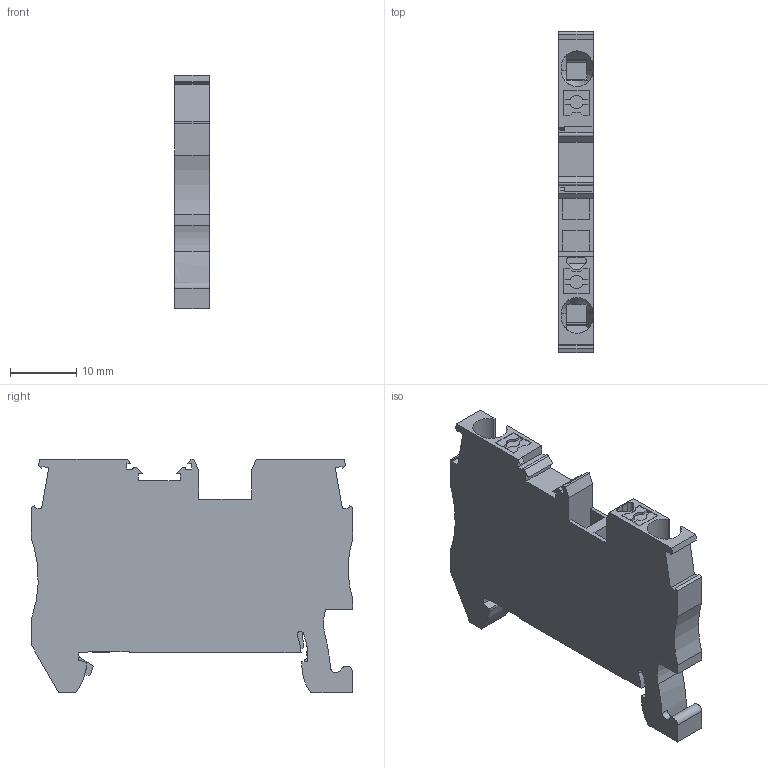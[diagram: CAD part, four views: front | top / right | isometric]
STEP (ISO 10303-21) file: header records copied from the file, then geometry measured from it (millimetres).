
FILE_DESCRIPTION(('Creo Elements/Direct Modeling STEP Export'),'2;1');
FILE_NAME('model.stp','2021-07-09T10:57:35',(''),(''),'Creo Elements/Direct Modeling STEP processor for AP214 (Solid Model)','Creo Elements/Direct Modeling 20.1D 10-Oct-2020 (C) Parametric Technology GmbH','');
FILE_SCHEMA(('AUTOMOTIVE_DESIGN { 1 0 10303 214 1 1 1 1 }'));
Length unit declared in the file: millimetre
Products named in the file (2): PT_2.5_PE-Select
Assembly tree (1 placements, depth 2):
  PT_2.5_PE-Select
    PT_2.5_PE-Select
Bounding box: 5.15 x 48.6 x 35.25 mm (x, y, z)
Volume: 6046.5 mm3; surface area: 4673.3 mm2
Topology: 1 solids, 1 shells, 202 faces, 583 edges, 386 vertices
Faces by surface type: plane 166, cylinder 32, cone 2, extrusion 2
Entity records: 9077 total; most frequent: CARTESIAN_POINT 2136, ORIENTED_EDGE 1166, DIRECTION 1011, EDGE_CURVE 583, VECTOR 481, LINE 479, VERTEX_POINT 386, AXIS2_PLACEMENT_3D 265
